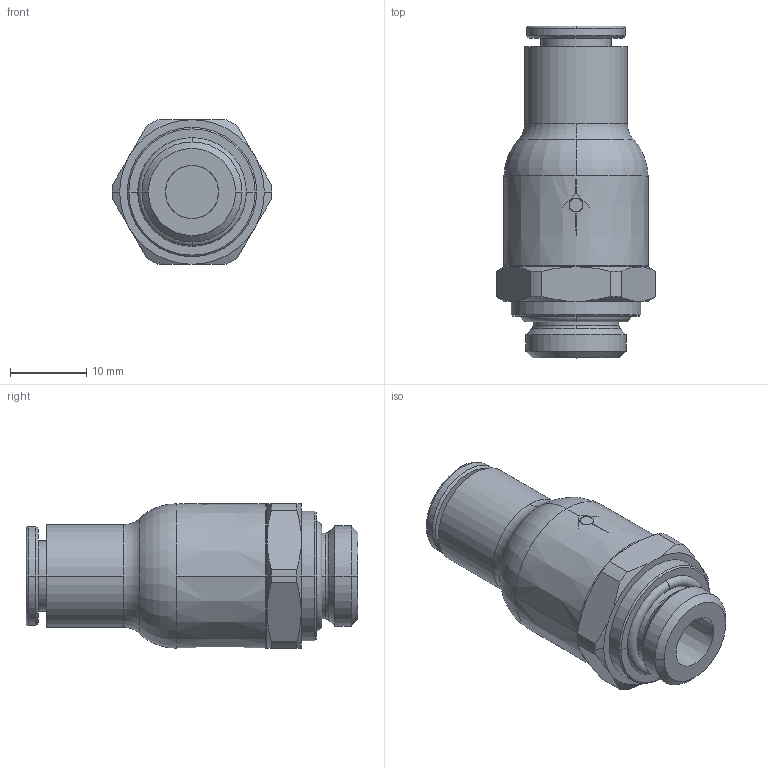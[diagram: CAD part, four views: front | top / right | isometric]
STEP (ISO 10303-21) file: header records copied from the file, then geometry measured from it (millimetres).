
FILE_DESCRIPTION(('STEP AP214'),'1');
FILE_NAME('7984_08_13.stp','2016-07-07T14:34:58',('TraceParts'),('TraceParts S.A.'),'Spatial InterOp 3D',' ',' ');
FILE_SCHEMA(('automotive_design'));
Length unit declared in the file: millimetre
Products named in the file (1): 1
Bounding box: 21 x 43.6 x 19 mm (x, y, z)
Volume: 8603.4 mm3; surface area: 3201.8 mm2
Topology: 1 solids, 1 shells, 88 faces, 218 edges, 140 vertices
Faces by surface type: plane 28, cylinder 25, cone 23, torus 12
Entity records: 2723 total; most frequent: CARTESIAN_POINT 549, DIRECTION 497, ORIENTED_EDGE 436, EDGE_CURVE 218, AXIS2_PLACEMENT_3D 207, VERTEX_POINT 140, CIRCLE 112, EDGE_LOOP 96
